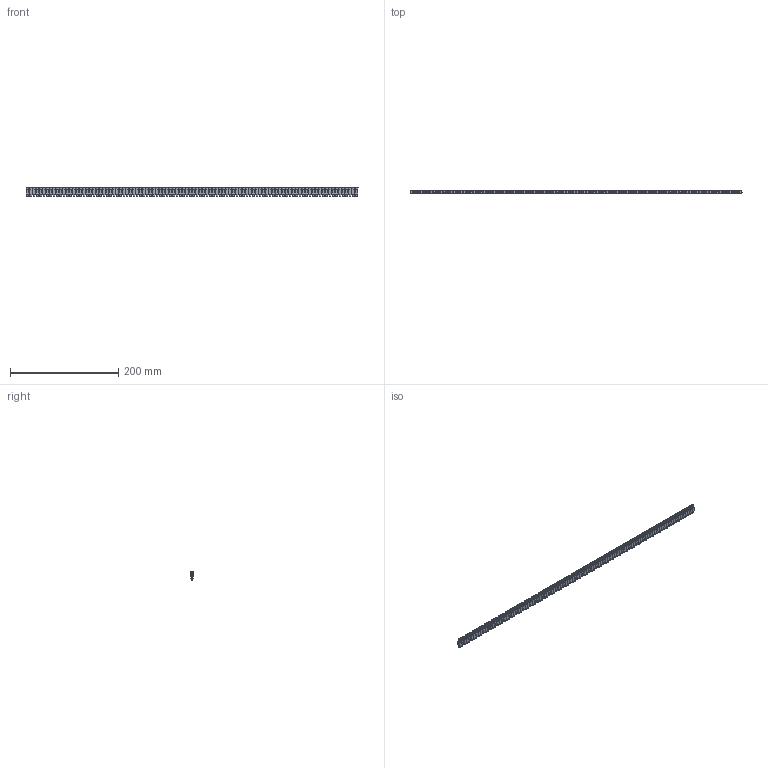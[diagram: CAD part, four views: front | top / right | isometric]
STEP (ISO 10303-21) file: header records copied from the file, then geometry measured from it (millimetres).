
FILE_DESCRIPTION(('Creo Elements/Direct Modeling STEP Export'),'2;1');
FILE_NAME('model.stp','2020-01-23T 0:24:51',(''),(''),'Creo Elements/Direct Modeling STEP processor for AP214 (Solid Model)','Creo Elements/Direct Modeling 20.1A 29-Sep-2018 (C) Parametric Technology GmbH','');
FILE_SCHEMA(('AUTOMOTIVE_DESIGN { 1 0 10303 214 1 1 1 1 }'));
Length unit declared in the file: millimetre
Products named in the file (2): FBI_100-6-select
Assembly tree (1 placements, depth 2):
  FBI_100-6-select
    FBI_100-6-select
Bounding box: 614.27 x 5.5 x 16.8 mm (x, y, z)
Volume: 24420.7 mm3; surface area: 45348.5 mm2
Topology: 1 solids, 1 shells, 3194 faces, 8198 edges, 5206 vertices
Faces by surface type: plane 2594, cylinder 600
Entity records: 108916 total; most frequent: ORIENTED_EDGE 16396, CARTESIAN_POINT 13934, DIRECTION 12149, EDGE_CURVE 8198, VECTOR 5307, LINE 5307, VERTEX_POINT 5206, AXIS2_PLACEMENT_3D 3421
